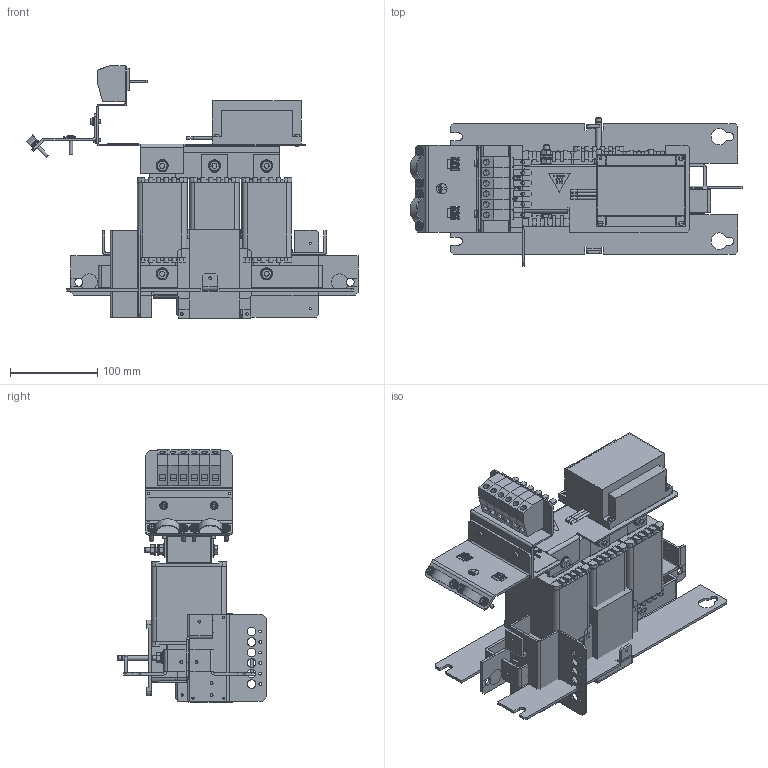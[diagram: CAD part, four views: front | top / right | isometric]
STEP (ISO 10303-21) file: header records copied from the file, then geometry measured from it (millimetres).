
FILE_DESCRIPTION( ( 'Unknown' ), '1' );
FILE_NAME( 'xFS21147-24-99.stp', 'Unknown', ( 'Unknown' ), ( 'Unknown' ), 'XStep 1.0', 'Unknown', ' ' );
FILE_SCHEMA( ( 'CONFIG_CONTROL_DESIGN' ) );
Length unit declared in the file: millimetre
Products named in the file (48): Assem1; Assem2; Assem3; 1; 2; 3; 4; 5; 6; 7; 8; 9; 10; 11; 12; 13; 14; 15; 16; 17; 18; 19; 20; 21; 22; 23; 24; 25; 26; 27; 28; 29; 30; 31; 32; 33; 34; 35; 36; 37 ...
Bounding box: 381.58 x 171 x 290 mm (x, y, z)
Volume: 5058947 mm3; surface area: 1796366.1 mm2
Topology: 202 solids, 202 shells, 6423 faces, 16506 edges, 11003 vertices
Faces by surface type: plane 5194, cylinder 812, extrusion 346, cone 63, torus 8
Full cylindrical faces by diameter (mm): 0.4 x8, 2.459 x8, 2.5 x6, 2.887 x4, 3 x31, 3.1 x8, 3.2 x6, 3.242 x4, 3.3 x46, 4 x19, 4.134 x12, 4.5 x9, 5 x14, 5.5 x6, 6 x12, 6.2 x12, 6.4 x15, 6.619 x12, 7 x2, 7.5 x19, 7.7 x4, 8.5 x23, 8.8 x4, 9 x4, 10 x19, 12 x4, 12.5 x15, 14 x12
Entity records: 75873 total; most frequent: CARTESIAN_POINT 21556, ORIENTED_EDGE 11452, DIRECTION 8667, EDGE_CURVE 5726, VERTEX_POINT 3894, VECTOR 3191, LINE 3018, EDGE_LOOP 2890
